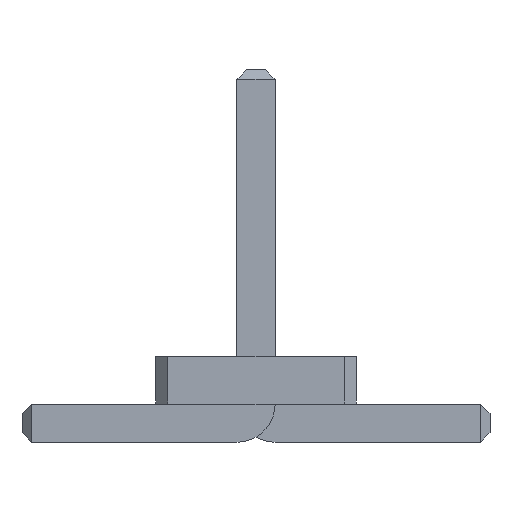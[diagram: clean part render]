
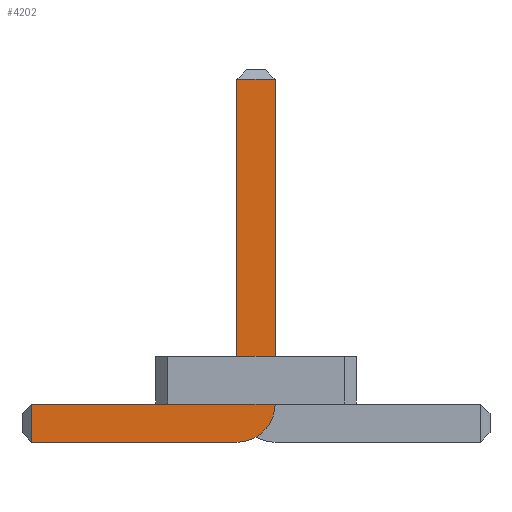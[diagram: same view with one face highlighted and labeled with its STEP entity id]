
A CAD part, front view. The second image highlights one B-rep face of the part: STEP entity #4202.
In plain terms, the highlighted planar face has unit normal (0, -1, 0).
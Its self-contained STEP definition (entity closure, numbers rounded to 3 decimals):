
#56=DIRECTION('',(0.,-1.,0.));
#67=DIRECTION('',(1.,0.,0.));
#896=VECTOR('',#67,1.);
#949=DIRECTION('',(-1.,0.,0.));
#1775=VECTOR('',#949,1.);
#1921=DIRECTION('',(0.,0.,-1.));
#1940=VECTOR('',#1921,1.);
#4031=VECTOR('',#4032,1.);
#4032=DIRECTION('',(0.,0.,1.));
#4054=DIRECTION('',(-0.,-1.,-0.));
#4061=VERTEX_POINT('',#4062);
#4062=CARTESIAN_POINT('',(-2.35,-9.09,0.));
#4065=ORIENTED_EDGE('',*,*,#4066,.T.);
#4066=EDGE_CURVE('',#4061,#4067,#4069,.T.);
#4067=VERTEX_POINT('',#4068);
#4068=CARTESIAN_POINT('',(-0.2,-9.09,0.));
#4069=LINE('',#4070,#896);
#4070=CARTESIAN_POINT('',(-2.45,-9.09,0.));
#4103=VERTEX_POINT('',#4104);
#4104=CARTESIAN_POINT('',(0.2,-9.09,0.4));
#4107=EDGE_CURVE('',#4067,#4103,#4108,.T.);
#4108=CIRCLE('',#4109,0.4);
#4109=AXIS2_PLACEMENT_3D('',#4110,#56,#1921);
#4110=CARTESIAN_POINT('',(-0.2,-9.09,0.4));
#4118=VERTEX_POINT('',#4110);
#4120=ORIENTED_EDGE('',*,*,#4121,.T.);
#4121=EDGE_CURVE('',#4118,#4122,#4124,.T.);
#4122=VERTEX_POINT('',#4123);
#4123=CARTESIAN_POINT('',(-2.35,-9.09,0.4));
#4124=LINE('',#4110,#1775);
#4134=ORIENTED_EDGE('',*,*,#4135,.T.);
#4135=EDGE_CURVE('',#4103,#4136,#4138,.T.);
#4136=VERTEX_POINT('',#4137);
#4137=CARTESIAN_POINT('',(0.2,-9.09,3.8));
#4138=LINE('',#4139,#4031);
#4139=CARTESIAN_POINT('',(0.2,-9.09,0.));
#4152=VERTEX_POINT('',#4153);
#4153=CARTESIAN_POINT('',(-0.2,-9.09,3.8));
#4155=ORIENTED_EDGE('',*,*,#4156,.T.);
#4156=EDGE_CURVE('',#4152,#4118,#4157,.T.);
#4157=LINE('',#4158,#1940);
#4158=CARTESIAN_POINT('',(-0.2,-9.09,3.9));
#4202=ADVANCED_FACE('',(#4203),#4212,.T.);
#4203=FACE_BOUND('',#4204,.T.);
#4204=EDGE_LOOP('',(#4065,#4205,#4134,#4206,#4155,#4120,#4209));
#4205=ORIENTED_EDGE('',*,*,#4107,.T.);
#4206=ORIENTED_EDGE('',*,*,#4207,.T.);
#4207=EDGE_CURVE('',#4136,#4152,#4208,.T.);
#4208=LINE('',#4137,#1775);
#4209=ORIENTED_EDGE('',*,*,#4210,.T.);
#4210=EDGE_CURVE('',#4122,#4061,#4211,.T.);
#4211=LINE('',#4123,#1940);
#4212=PLANE('',#4213);
#4213=AXIS2_PLACEMENT_3D('',#4214,#4054,#1921);
#4214=CARTESIAN_POINT('',(-0.524,-9.09,1.349));
